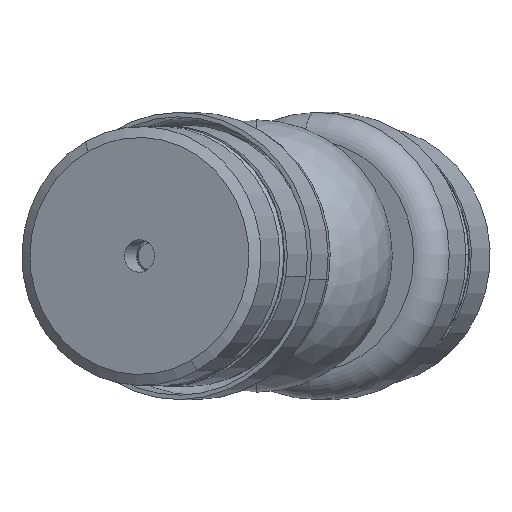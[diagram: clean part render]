
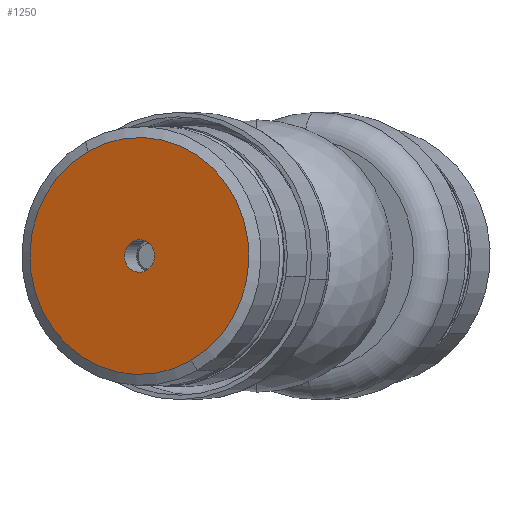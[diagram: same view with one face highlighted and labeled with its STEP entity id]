
A CAD part, left-side view. The second image highlights one B-rep face of the part: STEP entity #1250.
In plain terms, the highlighted face is planar.
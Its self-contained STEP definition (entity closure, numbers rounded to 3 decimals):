
#97 = DIRECTION ( 'NONE',  ( 0., 0., 1. ) ) ;
#414 = DIRECTION ( 'NONE',  ( 0., 0., 1. ) ) ;
#445 = ORIENTED_EDGE ( 'NONE', *, *, #3596, .T. ) ;
#525 = CIRCLE ( 'NONE', #1949, 21.75 ) ;
#651 = EDGE_CURVE ( 'NONE', #3477, #2731, #820, .T. ) ;
#706 = DIRECTION ( 'NONE',  ( 0., 0., 1. ) ) ;
#820 = CIRCLE ( 'NONE', #2246, 21.75 ) ;
#821 = EDGE_CURVE ( 'NONE', #4035, #1856, #2805, .T. ) ;
#1091 = DIRECTION ( 'NONE',  ( 0., 0., 1. ) ) ;
#1195 = DIRECTION ( 'NONE',  ( 0., 0., 1. ) ) ;
#1196 = EDGE_LOOP ( 'NONE', ( #2766, #2174 ) ) ;
#1250 = ADVANCED_FACE ( 'NONE', ( #1833, #2129 ), #1462, .T. ) ;
#1278 = AXIS2_PLACEMENT_3D ( 'NONE', #1904, #1195, #1915 ) ;
#1343 = AXIS2_PLACEMENT_3D ( 'NONE', #3804, #706, #2763 ) ;
#1347 = ORIENTED_EDGE ( 'NONE', *, *, #651, .T. ) ;
#1408 = CARTESIAN_POINT ( 'NONE',  ( 0., 0., 20. ) ) ;
#1462 = PLANE ( 'NONE',  #1343 ) ;
#1474 = DIRECTION ( 'NONE',  ( 1., 0., 0. ) ) ;
#1691 = AXIS2_PLACEMENT_3D ( 'NONE', #2132, #97, #2463 ) ;
#1701 = CARTESIAN_POINT ( 'NONE',  ( 21.75, 0., 20. ) ) ;
#1782 = EDGE_LOOP ( 'NONE', ( #1347, #445 ) ) ;
#1833 = FACE_OUTER_BOUND ( 'NONE', #1782, .T. ) ;
#1856 = VERTEX_POINT ( 'NONE', #4412 ) ;
#1904 = CARTESIAN_POINT ( 'NONE',  ( 0., 0., 20. ) ) ;
#1915 = DIRECTION ( 'NONE',  ( 1., 0., 0. ) ) ;
#1949 = AXIS2_PLACEMENT_3D ( 'NONE', #3755, #414, #1474 ) ;
#1984 = EDGE_CURVE ( 'NONE', #1856, #4035, #3392, .T. ) ;
#2129 = FACE_BOUND ( 'NONE', #1196, .T. ) ;
#2132 = CARTESIAN_POINT ( 'NONE',  ( 0., 0., 20. ) ) ;
#2174 = ORIENTED_EDGE ( 'NONE', *, *, #1984, .F. ) ;
#2246 = AXIS2_PLACEMENT_3D ( 'NONE', #1408, #1091, #3750 ) ;
#2463 = DIRECTION ( 'NONE',  ( 1., 0., 0. ) ) ;
#2731 = VERTEX_POINT ( 'NONE', #1701 ) ;
#2763 = DIRECTION ( 'NONE',  ( 1., 0., 0. ) ) ;
#2766 = ORIENTED_EDGE ( 'NONE', *, *, #821, .F. ) ;
#2805 = CIRCLE ( 'NONE', #1278, 3. ) ;
#2979 = CARTESIAN_POINT ( 'NONE',  ( -3., 0., 20. ) ) ;
#3014 = CARTESIAN_POINT ( 'NONE',  ( -21.75, 0., 20. ) ) ;
#3392 = CIRCLE ( 'NONE', #1691, 3. ) ;
#3477 = VERTEX_POINT ( 'NONE', #3014 ) ;
#3596 = EDGE_CURVE ( 'NONE', #2731, #3477, #525, .T. ) ;
#3750 = DIRECTION ( 'NONE',  ( 1., 0., 0. ) ) ;
#3755 = CARTESIAN_POINT ( 'NONE',  ( 0., 0., 20. ) ) ;
#3804 = CARTESIAN_POINT ( 'NONE',  ( 0., 0., 20. ) ) ;
#4035 = VERTEX_POINT ( 'NONE', #2979 ) ;
#4412 = CARTESIAN_POINT ( 'NONE',  ( 3., 0., 20. ) ) ;
